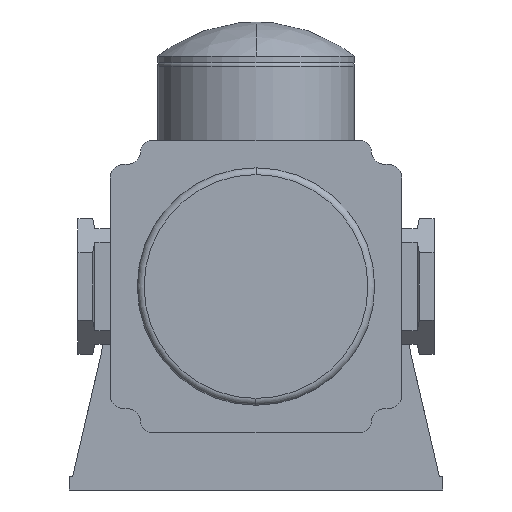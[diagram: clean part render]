
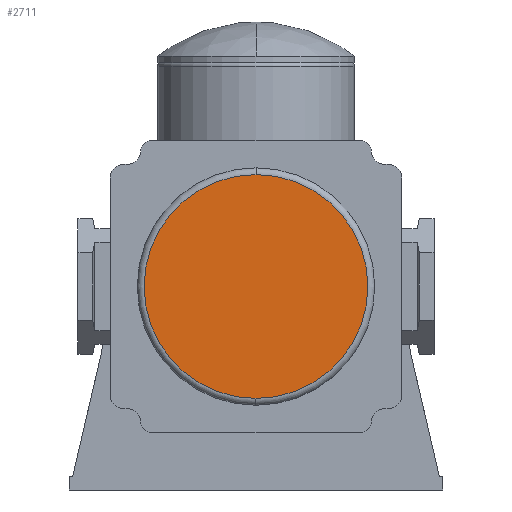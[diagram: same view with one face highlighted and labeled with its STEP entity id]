
A CAD part, front view. The second image highlights one B-rep face of the part: STEP entity #2711.
In plain terms, the highlighted planar face has unit normal (0, -1, 0).
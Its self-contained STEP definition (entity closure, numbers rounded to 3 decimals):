
#137 = AXIS2_PLACEMENT_3D ( 'NONE', #1158, #207, #4558 ) ;
#207 = DIRECTION ( 'NONE',  ( 0., -1., 0. ) ) ;
#414 = DIRECTION ( 'NONE',  ( 0., -1., 0. ) ) ;
#432 = CARTESIAN_POINT ( 'NONE',  ( 0., -25.5, 16.5 ) ) ;
#1064 = PLANE ( 'NONE',  #3671 ) ;
#1158 = CARTESIAN_POINT ( 'NONE',  ( 0., -25.5, 0. ) ) ;
#1455 = DIRECTION ( 'NONE',  ( 0., 0., -1. ) ) ;
#2054 = CIRCLE ( 'NONE', #3787, 16.5 ) ;
#2077 = CARTESIAN_POINT ( 'NONE',  ( 16.5, -25.5, 0. ) ) ;
#2610 = ORIENTED_EDGE ( 'NONE', *, *, #3348, .T. ) ;
#2711 = ADVANCED_FACE ( 'NONE', ( #3425 ), #1064, .F. ) ;
#2864 = CIRCLE ( 'NONE', #137, 16.5 ) ;
#3002 = DIRECTION ( 'NONE',  ( 0., 1., 0. ) ) ;
#3348 = EDGE_CURVE ( 'NONE', #5494, #4393, #2054, .T. ) ;
#3425 = FACE_OUTER_BOUND ( 'NONE', #4180, .T. ) ;
#3528 = ORIENTED_EDGE ( 'NONE', *, *, #3930, .T. ) ;
#3671 = AXIS2_PLACEMENT_3D ( 'NONE', #2077, #3002, #4940 ) ;
#3787 = AXIS2_PLACEMENT_3D ( 'NONE', #5234, #414, #1455 ) ;
#3930 = EDGE_CURVE ( 'NONE', #4393, #5494, #2864, .T. ) ;
#4180 = EDGE_LOOP ( 'NONE', ( #2610, #3528 ) ) ;
#4393 = VERTEX_POINT ( 'NONE', #432 ) ;
#4558 = DIRECTION ( 'NONE',  ( 0., 0., -1. ) ) ;
#4940 = DIRECTION ( 'NONE',  ( 0., 0., 1. ) ) ;
#5234 = CARTESIAN_POINT ( 'NONE',  ( 0., -25.5, 0. ) ) ;
#5494 = VERTEX_POINT ( 'NONE', #6113 ) ;
#6113 = CARTESIAN_POINT ( 'NONE',  ( 0., -25.5, -16.5 ) ) ;
